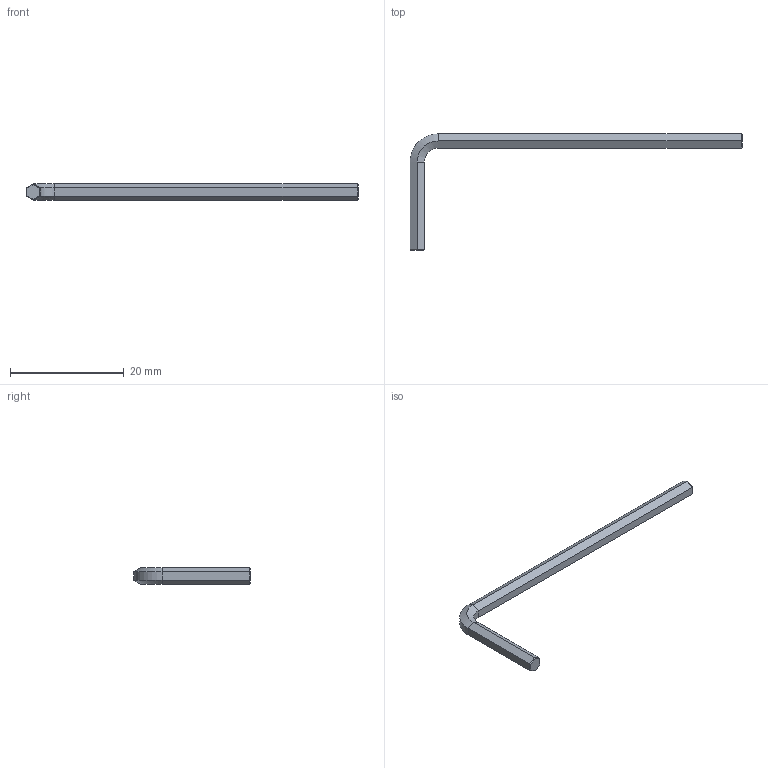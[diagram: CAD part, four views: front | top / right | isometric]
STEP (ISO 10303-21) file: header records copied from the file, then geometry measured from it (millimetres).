
FILE_DESCRIPTION (( 'STEP AP203' ), '1' );
FILE_NAME ('1402-Z1P-A.STEP', '2013-11-12T10:17:37', ( 'The M瞁潎in' ), ( '' ), 'SwSTEP 2.0', 'SolidWorks 2013', '' );
FILE_SCHEMA (( 'CONFIG_CONTROL_DESIGN' ));
Length unit declared in the file: millimetre
Products named in the file (1): 1402-Z1P-A
Bounding box: 58.5 x 20.5 x 2.89 mm (x, y, z)
Volume: 405.2 mm3; surface area: 657.9 mm2
Topology: 1 solids, 1 shells, 32 faces, 66 edges, 36 vertices
Faces by surface type: plane 26, cone 4, cylinder 2
Entity records: 881 total; most frequent: DIRECTION 138, CARTESIAN_POINT 135, ORIENTED_EDGE 132, EDGE_CURVE 66, LINE 60, VECTOR 60, AXIS2_PLACEMENT_3D 39, VERTEX_POINT 36
